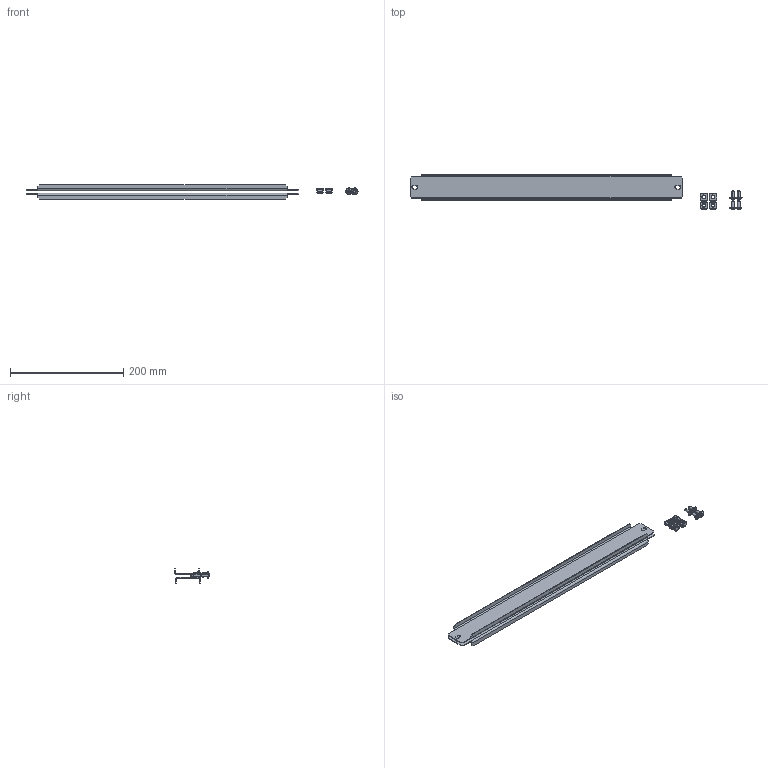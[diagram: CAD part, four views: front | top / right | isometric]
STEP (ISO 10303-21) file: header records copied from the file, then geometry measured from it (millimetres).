
FILE_DESCRIPTION (( 'STEP AP203' ), '1' );
FILE_NAME ('U0822444810 îìïëåêò ôàëüø-ïàíåëåé ãëóõèõ äëÿ 19-äþéìîâîãî îáîðóäîâàíèÿ LC2_RS52 1U (2øò) (000.140.017).STEP', '2022-04-21T06:00:32', ( '' ), ( '' ), 'SwSTEP 2.0', 'SolidWorks 2017', '' );
FILE_SCHEMA (( 'CONFIG_CONTROL_DESIGN' ));
Length unit declared in the file: millimetre
Products named in the file (6): Ãàéêà êëåòåâàÿ_M5-4B; Âèíò ISO 7380-2 TX_Œ5å12; U0822444810 îìïëåêò ôàëüø-ïàíåëåé ãëóõèõ äëÿ 19-äþéìîâîãî îáîðóäîâàíèÿ LC2_RS52 1U (2øò) (000.140.017); 011-189 Ôàëüø-ïàíåëü_00; Ãàéêà êâàäðàòíàÿ_Œ5; Êëåòêà ãàéêè_M6-4€
Assembly tree (12 placements, depth 3):
  U0822444810 îìïëåêò ôàëüø-ïàíåëåé ãëóõèõ äëÿ 19-äþéìîâîãî îáîðóäîâàíèÿ LC2_RS52 1U (2øò) (000.140.017)
    011-189 Ôàëüø-ïàíåëü_00  x2
    Ãàéêà êëåòåâàÿ_M5-4B  x4
      Êëåòêà ãàéêè_M6-4€
      Ãàéêà êâàäðàòíàÿ_Œ5
    Âèíò ISO 7380-2 TX_Œ5å12  x4
Bounding box: 587.25 x 61.02 x 24.8 mm (x, y, z)
Volume: 70089.4 mm3; surface area: 119286.3 mm2
Topology: 14 solids, 14 shells, 652 faces, 1600 edges, 980 vertices
Faces by surface type: plane 404, cylinder 184, bspline 40, torus 16, cone 8
Entity records: 7070 total; most frequent: CARTESIAN_POINT 2003, ORIENTED_EDGE 906, DIRECTION 837, EDGE_CURVE 453, LINE 285, VECTOR 285, VERTEX_POINT 279, AXIS2_PLACEMENT_3D 276
